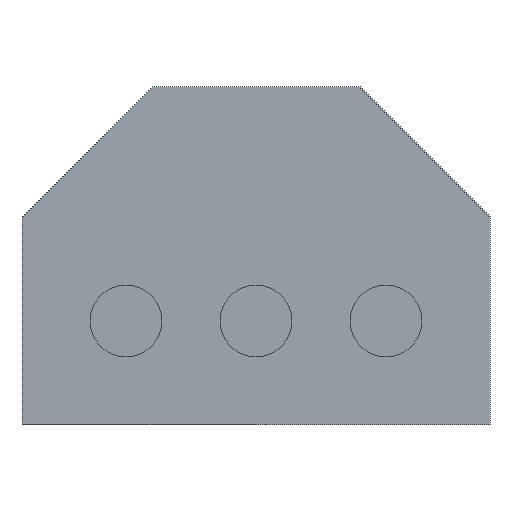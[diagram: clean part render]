
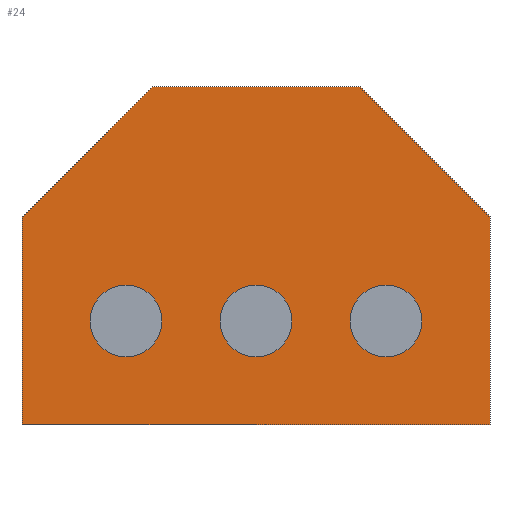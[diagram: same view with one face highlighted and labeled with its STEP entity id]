
A CAD part, front view. The second image highlights one B-rep face of the part: STEP entity #24.
In plain terms, the highlighted planar face has unit normal (0, -1, 0).
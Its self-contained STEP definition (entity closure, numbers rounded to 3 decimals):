
#13 = EDGE_CURVE ( 'NONE', #224, #15, #247, .T. ) ;
#14 = ORIENTED_EDGE ( 'NONE', *, *, #13, .F. ) ;
#15 = VERTEX_POINT ( 'NONE', #348 ) ;
#16 = VERTEX_POINT ( 'NONE', #347 ) ;
#18 = ORIENTED_EDGE ( 'NONE', *, *, #30, .F. ) ;
#21 = EDGE_CURVE ( 'NONE', #39, #23, #342, .T. ) ;
#23 = VERTEX_POINT ( 'NONE', #336 ) ;
#24 = ADVANCED_FACE ( 'NONE', ( #335, #334, #333, #268 ), #267, .T. ) ;
#27 = ORIENTED_EDGE ( 'NONE', *, *, #42, .F. ) ;
#28 = EDGE_LOOP ( 'NONE', ( #18, #50 ) ) ;
#30 = EDGE_CURVE ( 'NONE', #154, #229, #262, .T. ) ;
#31 = EDGE_CURVE ( 'NONE', #15, #16, #311, .T. ) ;
#32 = VERTEX_POINT ( 'NONE', #307 ) ;
#33 = ORIENTED_EDGE ( 'NONE', *, *, #31, .F. ) ;
#34 = EDGE_LOOP ( 'NONE', ( #36, #27 ) ) ;
#36 = ORIENTED_EDGE ( 'NONE', *, *, #43, .F. ) ;
#37 = ORIENTED_EDGE ( 'NONE', *, *, #21, .F. ) ;
#39 = VERTEX_POINT ( 'NONE', #302 ) ;
#42 = EDGE_CURVE ( 'NONE', #57, #32, #296, .T. ) ;
#43 = EDGE_CURVE ( 'NONE', #32, #57, #291, .T. ) ;
#50 = ORIENTED_EDGE ( 'NONE', *, *, #153, .F. ) ;
#51 = EDGE_LOOP ( 'NONE', ( #33, #14, #60, #147, #188, #179 ) ) ;
#57 = VERTEX_POINT ( 'NONE', #182 ) ;
#60 = ORIENTED_EDGE ( 'NONE', *, *, #62, .F. ) ;
#61 = VERTEX_POINT ( 'NONE', #360 ) ;
#62 = EDGE_CURVE ( 'NONE', #61, #224, #447, .T. ) ;
#147 = ORIENTED_EDGE ( 'NONE', *, *, #148, .F. ) ;
#148 = EDGE_CURVE ( 'NONE', #149, #61, #580, .T. ) ;
#149 = VERTEX_POINT ( 'NONE', #576 ) ;
#153 = EDGE_CURVE ( 'NONE', #229, #154, #575, .T. ) ;
#154 = VERTEX_POINT ( 'NONE', #570 ) ;
#179 = ORIENTED_EDGE ( 'NONE', *, *, #180, .F. ) ;
#180 = EDGE_CURVE ( 'NONE', #16, #190, #491, .T. ) ;
#182 = CARTESIAN_POINT ( 'NONE',  ( 2.54, 0., -0.35 ) ) ;
#188 = ORIENTED_EDGE ( 'NONE', *, *, #189, .F. ) ;
#189 = EDGE_CURVE ( 'NONE', #190, #149, #487, .T. ) ;
#190 = VERTEX_POINT ( 'NONE', #479 ) ;
#191 = EDGE_LOOP ( 'NONE', ( #192, #37 ) ) ;
#192 = ORIENTED_EDGE ( 'NONE', *, *, #223, .F. ) ;
#223 = EDGE_CURVE ( 'NONE', #23, #39, #527, .T. ) ;
#224 = VERTEX_POINT ( 'NONE', #523 ) ;
#229 = VERTEX_POINT ( 'NONE', #522 ) ;
#236 = DIRECTION ( 'NONE',  ( 0., 0., -1. ) ) ;
#237 = DIRECTION ( 'NONE',  ( 0., -1., 0. ) ) ;
#238 = CARTESIAN_POINT ( 'NONE',  ( 2.54, 0., 0. ) ) ;
#239 = AXIS2_PLACEMENT_3D ( 'NONE', #238, #237, #236 ) ;
#241 = CARTESIAN_POINT ( 'NONE',  ( -1.016, 0., -1.016 ) ) ;
#247 = LINE ( 'NONE', #241, #350 ) ;
#262 = CIRCLE ( 'NONE', #315, 0.35 ) ;
#263 = DIRECTION ( 'NONE',  ( 0., 0., -1. ) ) ;
#264 = DIRECTION ( 'NONE',  ( 0., -1., 0. ) ) ;
#265 = CARTESIAN_POINT ( 'NONE',  ( -1.016, 0., -1.016 ) ) ;
#266 = AXIS2_PLACEMENT_3D ( 'NONE', #265, #264, #263 ) ;
#267 = PLANE ( 'NONE',  #266 ) ;
#268 = FACE_BOUND ( 'NONE', #34, .T. ) ;
#291 = CIRCLE ( 'NONE', #239, 0.35 ) ;
#292 = DIRECTION ( 'NONE',  ( 0., 0., -1. ) ) ;
#293 = DIRECTION ( 'NONE',  ( 0., -1., 0. ) ) ;
#294 = CARTESIAN_POINT ( 'NONE',  ( 2.54, 0., 0. ) ) ;
#295 = AXIS2_PLACEMENT_3D ( 'NONE', #294, #293, #292 ) ;
#296 = CIRCLE ( 'NONE', #295, 0.35 ) ;
#302 = CARTESIAN_POINT ( 'NONE',  ( 0., 0., -0.35 ) ) ;
#307 = CARTESIAN_POINT ( 'NONE',  ( 2.54, 0., 0.35 ) ) ;
#308 = DIRECTION ( 'NONE',  ( 0., 0., 1. ) ) ;
#309 = VECTOR ( 'NONE', #308, 1000. ) ;
#310 = CARTESIAN_POINT ( 'NONE',  ( -1.016, 0., 1.016 ) ) ;
#311 = LINE ( 'NONE', #310, #309 ) ;
#312 = DIRECTION ( 'NONE',  ( 0., 0., -1. ) ) ;
#313 = DIRECTION ( 'NONE',  ( 0., -1., 0. ) ) ;
#314 = CARTESIAN_POINT ( 'NONE',  ( 1.27, 0., 0. ) ) ;
#315 = AXIS2_PLACEMENT_3D ( 'NONE', #314, #313, #312 ) ;
#333 = FACE_BOUND ( 'NONE', #191, .T. ) ;
#334 = FACE_OUTER_BOUND ( 'NONE', #51, .T. ) ;
#335 = FACE_BOUND ( 'NONE', #28, .T. ) ;
#336 = CARTESIAN_POINT ( 'NONE',  ( 0., 0., 0.35 ) ) ;
#338 = DIRECTION ( 'NONE',  ( 0., 0., -1. ) ) ;
#339 = DIRECTION ( 'NONE',  ( 0., -1., 0. ) ) ;
#340 = CARTESIAN_POINT ( 'NONE',  ( 0., 0., 0. ) ) ;
#341 = AXIS2_PLACEMENT_3D ( 'NONE', #340, #339, #338 ) ;
#342 = CIRCLE ( 'NONE', #341, 0.35 ) ;
#347 = CARTESIAN_POINT ( 'NONE',  ( -1.016, 0., 1.016 ) ) ;
#348 = CARTESIAN_POINT ( 'NONE',  ( -1.016, 0., -1.016 ) ) ;
#349 = DIRECTION ( 'NONE',  ( -1., 0., 0. ) ) ;
#350 = VECTOR ( 'NONE', #349, 1000. ) ;
#360 = CARTESIAN_POINT ( 'NONE',  ( 3.556, 0., 1.016 ) ) ;
#428 = DIRECTION ( 'NONE',  ( 0., 0., -1. ) ) ;
#429 = CARTESIAN_POINT ( 'NONE',  ( 3.556, 0., 1.016 ) ) ;
#430 = VECTOR ( 'NONE', #428, 1000. ) ;
#447 = LINE ( 'NONE', #429, #430 ) ;
#479 = CARTESIAN_POINT ( 'NONE',  ( 0.254, 0., 2.286 ) ) ;
#484 = DIRECTION ( 'NONE',  ( 1., 0., 0. ) ) ;
#485 = VECTOR ( 'NONE', #484, 1000. ) ;
#486 = CARTESIAN_POINT ( 'NONE',  ( 0.254, 0., 2.286 ) ) ;
#487 = LINE ( 'NONE', #486, #485 ) ;
#488 = DIRECTION ( 'NONE',  ( 0.707, 0., 0.707 ) ) ;
#489 = VECTOR ( 'NONE', #488, 1000. ) ;
#490 = CARTESIAN_POINT ( 'NONE',  ( -1.016, 0., 1.016 ) ) ;
#491 = LINE ( 'NONE', #490, #489 ) ;
#522 = CARTESIAN_POINT ( 'NONE',  ( 1.27, 0., -0.35 ) ) ;
#523 = CARTESIAN_POINT ( 'NONE',  ( 3.556, 0., -1.016 ) ) ;
#524 = DIRECTION ( 'NONE',  ( 0., 0., -1. ) ) ;
#525 = DIRECTION ( 'NONE',  ( 0., -1., 0. ) ) ;
#526 = AXIS2_PLACEMENT_3D ( 'NONE', #592, #525, #524 ) ;
#527 = CIRCLE ( 'NONE', #526, 0.35 ) ;
#570 = CARTESIAN_POINT ( 'NONE',  ( 1.27, 0., 0.35 ) ) ;
#571 = DIRECTION ( 'NONE',  ( 0., 0., -1. ) ) ;
#572 = DIRECTION ( 'NONE',  ( 0., -1., 0. ) ) ;
#573 = CARTESIAN_POINT ( 'NONE',  ( 1.27, 0., 0. ) ) ;
#574 = AXIS2_PLACEMENT_3D ( 'NONE', #573, #572, #571 ) ;
#575 = CIRCLE ( 'NONE', #574, 0.35 ) ;
#576 = CARTESIAN_POINT ( 'NONE',  ( 2.286, 0., 2.286 ) ) ;
#577 = DIRECTION ( 'NONE',  ( 0.707, 0., -0.707 ) ) ;
#578 = VECTOR ( 'NONE', #577, 1000. ) ;
#579 = CARTESIAN_POINT ( 'NONE',  ( 2.286, 0., 2.286 ) ) ;
#580 = LINE ( 'NONE', #579, #578 ) ;
#592 = CARTESIAN_POINT ( 'NONE',  ( 0., 0., 0. ) ) ;
